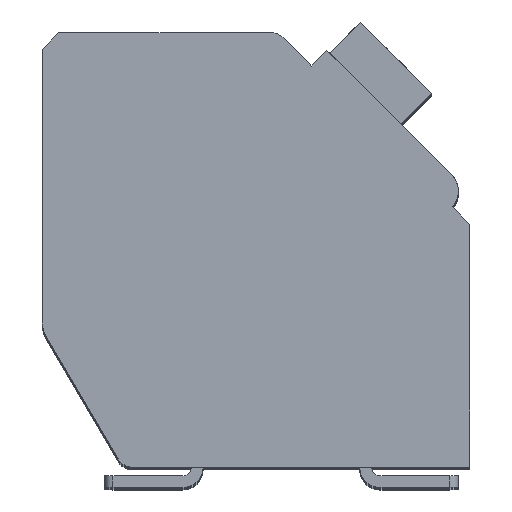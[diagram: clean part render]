
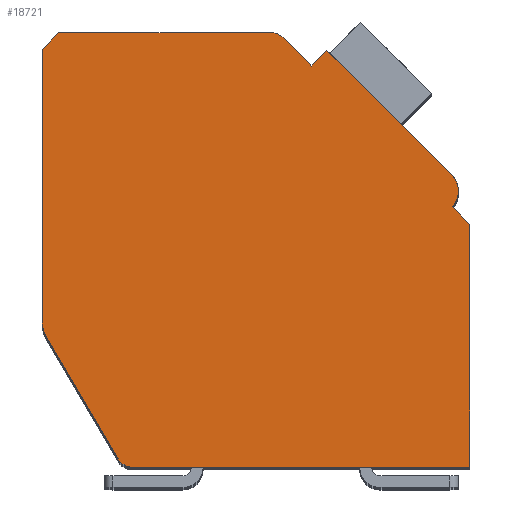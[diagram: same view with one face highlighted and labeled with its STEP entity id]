
A CAD part, top view. The second image highlights one B-rep face of the part: STEP entity #18721.
In plain terms, the highlighted planar face has unit normal (0, 0, 1).
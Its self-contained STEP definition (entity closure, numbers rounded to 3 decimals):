
#1621=DIRECTION('',(0.,-1.,0.));
#1622=VECTOR('',#1621,8.053);
#1623=CARTESIAN_POINT('',(-12.7,12.4,2.1));
#1624=LINE('',#1623,#1622);
#1625=DIRECTION('',(-0.707,-0.707,0.));
#1626=VECTOR('',#1625,0.707);
#1627=CARTESIAN_POINT('',(-12.2,12.9,2.1));
#1628=LINE('',#1627,#1626);
#1629=DIRECTION('',(-1.,0.,0.));
#1630=VECTOR('',#1629,6.298);
#1631=CARTESIAN_POINT('',(-5.902,12.9,2.1));
#1632=LINE('',#1631,#1630);
#1633=CARTESIAN_POINT('',(-5.902,12.4,2.1));
#1634=DIRECTION('',(0.,0.,1.));
#1635=DIRECTION('',(0.707,0.707,0.));
#1636=AXIS2_PLACEMENT_3D('',#1633,#1634,#1635);
#1638=DIRECTION('',(-0.707,0.707,0.));
#1639=VECTOR('',#1638,1.197);
#1640=CARTESIAN_POINT('',(-4.702,11.907,2.1));
#1641=LINE('',#1640,#1639);
#1642=DIRECTION('',(-0.707,-0.707,0.));
#1643=VECTOR('',#1642,0.65);
#1644=CARTESIAN_POINT('',(-4.243,12.367,2.1));
#1645=LINE('',#1644,#1643);
#1646=DIRECTION('',(-0.707,0.707,0.));
#1647=VECTOR('',#1646,5.25);
#1648=CARTESIAN_POINT('',(-0.53,8.655,2.1));
#1649=LINE('',#1648,#1647);
#1650=CARTESIAN_POINT('',(-0.99,8.195,2.1));
#1651=DIRECTION('',(0.,0.,1.));
#1652=DIRECTION('',(0.707,-0.707,0.));
#1653=AXIS2_PLACEMENT_3D('',#1650,#1651,#1652);
#1655=DIRECTION('',(-0.707,0.707,0.));
#1656=VECTOR('',#1655,0.75);
#1657=CARTESIAN_POINT('',(0.,7.205,2.1));
#1658=LINE('',#1657,#1656);
#1659=DIRECTION('',(0.,1.,0.));
#1660=VECTOR('',#1659,7.205);
#1661=CARTESIAN_POINT('',(0.,0.,2.1));
#1662=LINE('',#1661,#1660);
#1663=DIRECTION('',(1.,0.,0.));
#1664=VECTOR('',#1663,10.014);
#1665=CARTESIAN_POINT('',(-10.014,0.,2.1));
#1666=LINE('',#1665,#1664);
#1667=CARTESIAN_POINT('',(-10.014,0.5,2.1));
#1668=DIRECTION('',(0.,0.,1.));
#1669=DIRECTION('',(-0.862,-0.508,0.));
#1670=AXIS2_PLACEMENT_3D('',#1667,#1668,#1669);
#1672=DIRECTION('',(0.508,-0.862,0.));
#1673=VECTOR('',#1672,4.17);
#1674=CARTESIAN_POINT('',(-12.562,3.839,2.1));
#1675=LINE('',#1674,#1673);
#1676=CARTESIAN_POINT('',(-11.7,4.347,2.1));
#1677=DIRECTION('',(0.,0.,1.));
#1678=DIRECTION('',(-1.,0.,0.));
#1679=AXIS2_PLACEMENT_3D('',#1676,#1677,#1678);
#13061=CARTESIAN_POINT('',(-12.7,12.4,2.1));
#13062=CARTESIAN_POINT('',(-12.7,4.347,2.1));
#13063=VERTEX_POINT('',#13061);
#13064=VERTEX_POINT('',#13062);
#13065=CARTESIAN_POINT('',(-12.562,3.839,2.1));
#13066=VERTEX_POINT('',#13065);
#13067=CARTESIAN_POINT('',(-10.445,0.246,2.1));
#13068=VERTEX_POINT('',#13067);
#13069=CARTESIAN_POINT('',(-10.014,0.,2.1));
#13070=VERTEX_POINT('',#13069);
#13071=CARTESIAN_POINT('',(0.,0.,2.1));
#13072=VERTEX_POINT('',#13071);
#13073=CARTESIAN_POINT('',(0.,7.205,2.1));
#13074=VERTEX_POINT('',#13073);
#13075=CARTESIAN_POINT('',(-0.53,7.735,2.1));
#13076=VERTEX_POINT('',#13075);
#13077=CARTESIAN_POINT('',(-0.53,8.655,2.1));
#13078=VERTEX_POINT('',#13077);
#13079=CARTESIAN_POINT('',(-4.243,12.367,2.1));
#13080=VERTEX_POINT('',#13079);
#13081=CARTESIAN_POINT('',(-4.702,11.907,2.1));
#13082=VERTEX_POINT('',#13081);
#13083=CARTESIAN_POINT('',(-5.548,12.754,2.1));
#13084=VERTEX_POINT('',#13083);
#13085=CARTESIAN_POINT('',(-5.902,12.9,2.1));
#13086=VERTEX_POINT('',#13085);
#13087=CARTESIAN_POINT('',(-12.2,12.9,2.1));
#13088=VERTEX_POINT('',#13087);
#18691=CARTESIAN_POINT('',(0.,0.,2.1));
#18692=DIRECTION('',(0.,0.,1.));
#18693=DIRECTION('',(1.,0.,0.));
#18694=AXIS2_PLACEMENT_3D('',#18691,#18692,#18693);
#18695=PLANE('',#18694);
#18696=ORIENTED_EDGE('',*,*,#16974,.F.);
#18698=ORIENTED_EDGE('',*,*,#18697,.F.);
#18700=ORIENTED_EDGE('',*,*,#18699,.F.);
#18702=ORIENTED_EDGE('',*,*,#18701,.F.);
#18704=ORIENTED_EDGE('',*,*,#18703,.F.);
#18706=ORIENTED_EDGE('',*,*,#18705,.F.);
#18708=ORIENTED_EDGE('',*,*,#18707,.F.);
#18710=ORIENTED_EDGE('',*,*,#18709,.F.);
#18712=ORIENTED_EDGE('',*,*,#18711,.F.);
#18713=ORIENTED_EDGE('',*,*,#17305,.F.);
#18714=ORIENTED_EDGE('',*,*,#18507,.F.);
#18715=ORIENTED_EDGE('',*,*,#18126,.F.);
#18716=ORIENTED_EDGE('',*,*,#17886,.F.);
#18718=ORIENTED_EDGE('',*,*,#18717,.F.);
#18719=EDGE_LOOP('',(#18696,#18698,#18700,#18702,#18704,#18706,#18708,#18710,
#18712,#18713,#18714,#18715,#18716,#18718));
#18720=FACE_OUTER_BOUND('',#18719,.F.);
#1637=CIRCLE('',#1636,0.5);
#1654=CIRCLE('',#1653,0.65);
#1671=CIRCLE('',#1670,0.5);
#1680=CIRCLE('',#1679,1.);
#16974=EDGE_CURVE('',#13063,#13064,#1624,.T.);
#17305=EDGE_CURVE('',#13072,#13074,#1662,.T.);
#17886=EDGE_CURVE('',#13066,#13068,#1675,.T.);
#18126=EDGE_CURVE('',#13068,#13070,#1671,.T.);
#18507=EDGE_CURVE('',#13070,#13072,#1666,.T.);
#18697=EDGE_CURVE('',#13088,#13063,#1628,.T.);
#18699=EDGE_CURVE('',#13086,#13088,#1632,.T.);
#18701=EDGE_CURVE('',#13084,#13086,#1637,.T.);
#18703=EDGE_CURVE('',#13082,#13084,#1641,.T.);
#18705=EDGE_CURVE('',#13080,#13082,#1645,.T.);
#18707=EDGE_CURVE('',#13078,#13080,#1649,.T.);
#18709=EDGE_CURVE('',#13076,#13078,#1654,.T.);
#18711=EDGE_CURVE('',#13074,#13076,#1658,.T.);
#18717=EDGE_CURVE('',#13064,#13066,#1680,.T.);
#18721=ADVANCED_FACE('',(#18720),#18695,.T.);
